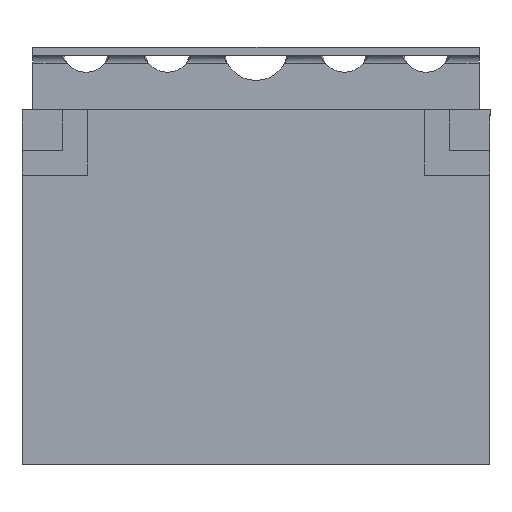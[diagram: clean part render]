
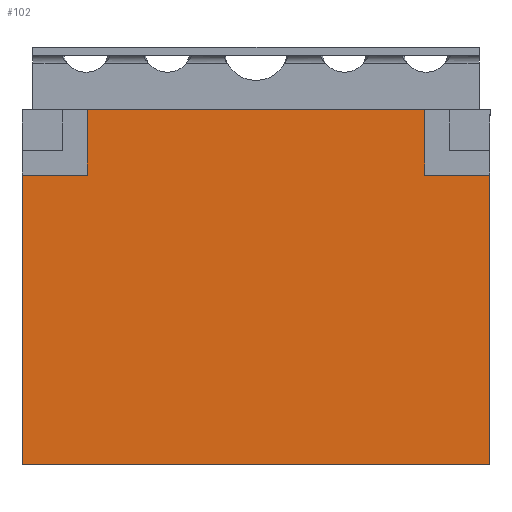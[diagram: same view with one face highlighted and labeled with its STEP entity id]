
A CAD part, front view. The second image highlights one B-rep face of the part: STEP entity #102.
In plain terms, the highlighted planar face has unit normal (0, -1, 0).
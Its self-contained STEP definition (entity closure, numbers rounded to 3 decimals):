
#102=ADVANCED_FACE('',(#3564),#3566,.F.);
#3564=FACE_BOUND('',#3565,.T.);
#3565=EDGE_LOOP('',(#8986,#8987,#8988,#8989,#8990,#8991,#8992,#8993));
#3566=PLANE('',#3567);
#3567=AXIS2_PLACEMENT_3D('',#3568,#3569,#3570);
#3568=CARTESIAN_POINT('',(-8.6,-2.6,13.05));
#3569=DIRECTION('',(0.,1.,0.));
#3570=DIRECTION('',(-1.,0.,0.));
#8986=ORIENTED_EDGE('',*,*,#11032,.F.);
#8987=ORIENTED_EDGE('',*,*,#11052,.F.);
#8988=ORIENTED_EDGE('',*,*,#11053,.F.);
#8989=ORIENTED_EDGE('',*,*,#11046,.T.);
#8990=ORIENTED_EDGE('',*,*,#11054,.T.);
#8991=ORIENTED_EDGE('',*,*,#11055,.F.);
#8992=ORIENTED_EDGE('',*,*,#11056,.F.);
#8993=ORIENTED_EDGE('',*,*,#11057,.F.);
#11032=EDGE_CURVE('',#12079,#12081,#12082,.T.);
#11046=EDGE_CURVE('',#12108,#12106,#12109,.T.);
#11052=EDGE_CURVE('',#12118,#12079,#12119,.T.);
#11053=EDGE_CURVE('',#12108,#12118,#12120,.T.);
#11054=EDGE_CURVE('',#12106,#12121,#12122,.T.);
#11055=EDGE_CURVE('',#12123,#12121,#12124,.T.);
#11056=EDGE_CURVE('',#12125,#12123,#12126,.T.);
#11057=EDGE_CURVE('',#12081,#12125,#12127,.T.);
#12079=VERTEX_POINT('',#13815);
#12081=VERTEX_POINT('',#13819);
#12082=LINE('',#13820,#13821);
#12106=VERTEX_POINT('',#13870);
#12108=VERTEX_POINT('',#13874);
#12109=LINE('',#13875,#13876);
#12118=VERTEX_POINT('',#13896);
#12119=LINE('',#13897,#13898);
#12120=LINE('',#13900,#13901);
#12121=VERTEX_POINT('',#13903);
#12122=LINE('',#13904,#13905);
#12123=VERTEX_POINT('',#13907);
#12124=LINE('',#13908,#13909);
#12125=VERTEX_POINT('',#13911);
#12126=LINE('',#13912,#13913);
#12127=LINE('',#13915,#13916);
#13815=CARTESIAN_POINT('',(-6.2,-2.6,13.05));
#13819=CARTESIAN_POINT('',(6.2,-2.6,13.05));
#13820=CARTESIAN_POINT('',(-6.2,-2.6,13.05));
#13821=VECTOR('',#13822,1.);
#13822=DIRECTION('',(1.,0.,0.));
#13870=CARTESIAN_POINT('',(-8.6,-2.6,0.));
#13874=CARTESIAN_POINT('',(-8.6,-2.6,10.65));
#13875=CARTESIAN_POINT('',(-8.6,-2.6,10.65));
#13876=VECTOR('',#13877,1.);
#13877=DIRECTION('',(0.,0.,-1.));
#13896=CARTESIAN_POINT('',(-6.2,-2.6,10.65));
#13897=CARTESIAN_POINT('',(-6.2,-2.6,10.65));
#13898=VECTOR('',#13899,1.);
#13899=DIRECTION('',(0.,0.,1.));
#13900=CARTESIAN_POINT('',(-8.6,-2.6,10.65));
#13901=VECTOR('',#13902,1.);
#13902=DIRECTION('',(1.,0.,0.));
#13903=CARTESIAN_POINT('',(8.6,-2.6,0.));
#13904=CARTESIAN_POINT('',(-8.6,-2.6,0.));
#13905=VECTOR('',#13906,1.);
#13906=DIRECTION('',(1.,0.,0.));
#13907=CARTESIAN_POINT('',(8.6,-2.6,10.65));
#13908=CARTESIAN_POINT('',(8.6,-2.6,10.65));
#13909=VECTOR('',#13910,1.);
#13910=DIRECTION('',(0.,0.,-1.));
#13911=CARTESIAN_POINT('',(6.2,-2.6,10.65));
#13912=CARTESIAN_POINT('',(6.2,-2.6,10.65));
#13913=VECTOR('',#13914,1.);
#13914=DIRECTION('',(1.,0.,0.));
#13915=CARTESIAN_POINT('',(6.2,-2.6,13.05));
#13916=VECTOR('',#13917,1.);
#13917=DIRECTION('',(0.,0.,-1.));
